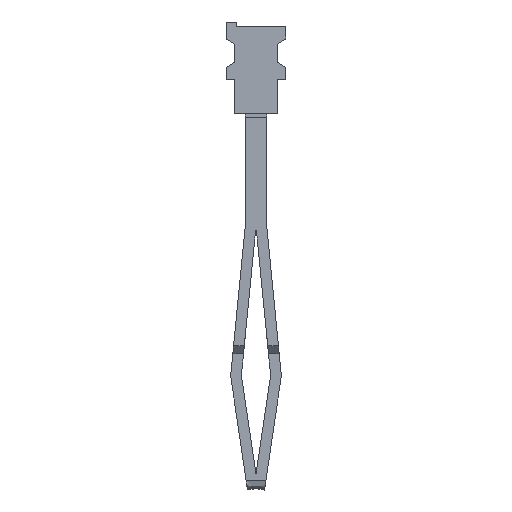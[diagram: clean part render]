
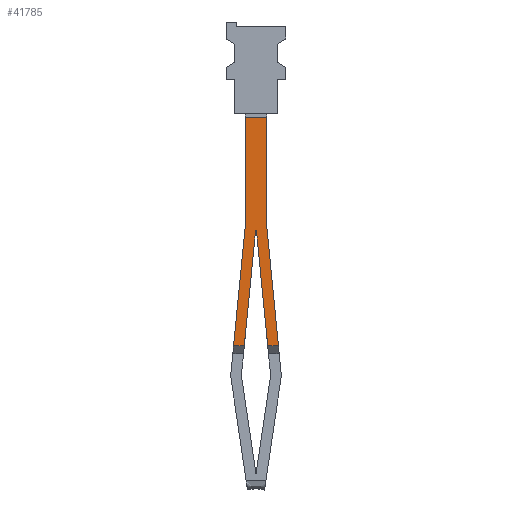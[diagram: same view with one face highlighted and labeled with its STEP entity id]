
A CAD part, left-side view. The second image highlights one B-rep face of the part: STEP entity #41785.
In plain terms, the highlighted planar face has unit normal (-1, 0, 0).
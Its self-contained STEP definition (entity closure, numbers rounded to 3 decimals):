
#41766=AXIS2_PLACEMENT_3D('Plane Axis2P3D',#41763,#41764,#41765) ;
#3240=CARTESIAN_POINT('Vertex',(0.95,1.421,12.123)) ;
#3243=CARTESIAN_POINT('Line Origine',(0.95,1.684,9.436)) ;
#3247=CARTESIAN_POINT('Vertex',(0.95,1.947,6.748)) ;
#6126=CARTESIAN_POINT('Vertex',(0.95,1.379,12.123)) ;
#6129=CARTESIAN_POINT('Line Origine',(0.95,1.4,12.123)) ;
#7445=CARTESIAN_POINT('Vertex',(0.95,0.853,6.748)) ;
#7448=CARTESIAN_POINT('Line Origine',(0.95,1.116,9.436)) ;
#12575=CARTESIAN_POINT('Vertex',(0.95,1.9,12.366)) ;
#12578=CARTESIAN_POINT('Line Origine',(0.95,1.9,14.909)) ;
#12582=CARTESIAN_POINT('Vertex',(0.95,1.9,17.451)) ;
#12822=CARTESIAN_POINT('Vertex',(0.95,2.45,6.748)) ;
#12825=CARTESIAN_POINT('Line Origine',(0.95,2.175,9.557)) ;
#26989=CARTESIAN_POINT('Vertex',(0.95,0.9,12.366)) ;
#26992=CARTESIAN_POINT('Line Origine',(0.95,0.625,9.557)) ;
#26996=CARTESIAN_POINT('Vertex',(0.95,0.35,6.748)) ;
#29885=CARTESIAN_POINT('Vertex',(0.95,0.9,17.451)) ;
#29888=CARTESIAN_POINT('Line Origine',(0.95,0.9,14.909)) ;
#41739=CARTESIAN_POINT('Line Origine',(0.95,2.199,6.748)) ;
#41751=CARTESIAN_POINT('Line Origine',(0.95,0.601,6.748)) ;
#41763=CARTESIAN_POINT('Axis2P3D Location',(0.95,2.8,6.748)) ;
#41768=CARTESIAN_POINT('Line Origine',(0.95,1.4,17.451)) ;
#3244=DIRECTION('Vector Direction',(0.,0.097,-0.995)) ;
#6130=DIRECTION('Vector Direction',(0.,1.,0.)) ;
#7449=DIRECTION('Vector Direction',(0.,-0.097,-0.995)) ;
#12579=DIRECTION('Vector Direction',(0.,0.,1.)) ;
#12826=DIRECTION('Vector Direction',(0.,0.097,-0.995)) ;
#26993=DIRECTION('Vector Direction',(0.,-0.097,-0.995)) ;
#29889=DIRECTION('Vector Direction',(0.,0.,1.)) ;
#41740=DIRECTION('Vector Direction',(0.,-1.,0.)) ;
#41752=DIRECTION('Vector Direction',(0.,-1.,0.)) ;
#41764=DIRECTION('Axis2P3D Direction',(1.,0.,0.)) ;
#41765=DIRECTION('Axis2P3D XDirection',(0.,0.,1.)) ;
#41769=DIRECTION('Vector Direction',(0.,-1.,0.)) ;
#3245=VECTOR('Line Direction',#3244,1.) ;
#6131=VECTOR('Line Direction',#6130,1.) ;
#7450=VECTOR('Line Direction',#7449,1.) ;
#12580=VECTOR('Line Direction',#12579,1.) ;
#12827=VECTOR('Line Direction',#12826,1.) ;
#26994=VECTOR('Line Direction',#26993,1.) ;
#29890=VECTOR('Line Direction',#29889,1.) ;
#41741=VECTOR('Line Direction',#41740,1.) ;
#41753=VECTOR('Line Direction',#41752,1.) ;
#41770=VECTOR('Line Direction',#41769,1.) ;
#41774=ORIENTED_EDGE('',*,*,#41755,.T.) ;
#41775=ORIENTED_EDGE('',*,*,#26998,.F.) ;
#41776=ORIENTED_EDGE('',*,*,#29892,.T.) ;
#41777=ORIENTED_EDGE('',*,*,#41772,.F.) ;
#41778=ORIENTED_EDGE('',*,*,#12584,.F.) ;
#41779=ORIENTED_EDGE('',*,*,#12829,.T.) ;
#41780=ORIENTED_EDGE('',*,*,#41743,.T.) ;
#41781=ORIENTED_EDGE('',*,*,#3249,.F.) ;
#41782=ORIENTED_EDGE('',*,*,#6133,.F.) ;
#41783=ORIENTED_EDGE('',*,*,#7452,.T.) ;
#41785=ADVANCED_FACE('V1',(#41784),#41767,.F.) ;
#3249=EDGE_CURVE('',#3241,#3248,#3246,.T.) ;
#6133=EDGE_CURVE('',#6127,#3241,#6132,.T.) ;
#7452=EDGE_CURVE('',#6127,#7446,#7451,.T.) ;
#12584=EDGE_CURVE('',#12576,#12583,#12581,.T.) ;
#12829=EDGE_CURVE('',#12576,#12823,#12828,.T.) ;
#26998=EDGE_CURVE('',#26990,#26997,#26995,.T.) ;
#29892=EDGE_CURVE('',#26990,#29886,#29891,.T.) ;
#41743=EDGE_CURVE('',#12823,#3248,#41742,.T.) ;
#41755=EDGE_CURVE('',#7446,#26997,#41754,.T.) ;
#41772=EDGE_CURVE('',#12583,#29886,#41771,.T.) ;
#41773=EDGE_LOOP('',(#41774,#41775,#41776,#41777,#41778,#41779,#41780,#41781,#41782,#41783)) ;
#41784=FACE_OUTER_BOUND('',#41773,.T.) ;
#3246=LINE('Line',#3243,#3245) ;
#6132=LINE('Line',#6129,#6131) ;
#7451=LINE('Line',#7448,#7450) ;
#12581=LINE('Line',#12578,#12580) ;
#12828=LINE('Line',#12825,#12827) ;
#26995=LINE('Line',#26992,#26994) ;
#29891=LINE('Line',#29888,#29890) ;
#41742=LINE('Line',#41739,#41741) ;
#41754=LINE('Line',#41751,#41753) ;
#41771=LINE('Line',#41768,#41770) ;
#41767=PLANE('',#41766) ;
#3241=VERTEX_POINT('',#3240) ;
#3248=VERTEX_POINT('',#3247) ;
#6127=VERTEX_POINT('',#6126) ;
#7446=VERTEX_POINT('',#7445) ;
#12576=VERTEX_POINT('',#12575) ;
#12583=VERTEX_POINT('',#12582) ;
#12823=VERTEX_POINT('',#12822) ;
#26990=VERTEX_POINT('',#26989) ;
#26997=VERTEX_POINT('',#26996) ;
#29886=VERTEX_POINT('',#29885) ;
